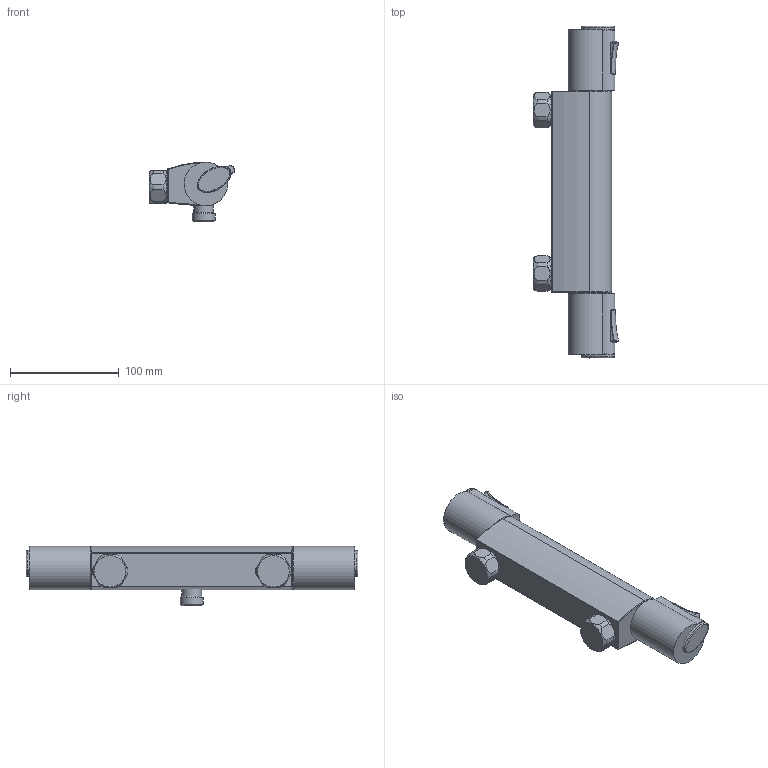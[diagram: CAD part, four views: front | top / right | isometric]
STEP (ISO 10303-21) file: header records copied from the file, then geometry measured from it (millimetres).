
FILE_DESCRIPTION(/* description */ ('Unknown'),/* implementation_level */ '2;1');
FILE_NAME(/* name */ '34587000',/* time_stamp */ '2022-09-01T04:56:52+02:00',/* author */ ('Unknown'),/* organization */ ('GROHE AG'),/* preprocessor_version */ 'ST-DEVELOPER v16.7',/* originating_system */ 'DEX',/* authorisation */ $);
FILE_SCHEMA (('AUTOMOTIVE_DESIGN {1 0 10303 214 3 1 1}'));
Length unit declared in the file: millimetre
Products named in the file (15): 34587000; 34587000_0; 34587000_1; 34587000_2; 34587000_3; 34587000_4; 34587000_5; 65507038_GEH_THM_BR__SHOWER_01183804; 34587000_6; 34587000_7; 34587000_8; 34587000_9; 34587000_10; 34587000_11
Assembly tree (14 placements, depth 2):
  34587000
    34587000
    34587000_0
    34587000_1
    34587000_2
    34587000_3
    34587000_4
    34587000_5
    65507038_GEH_THM_BR__SHOWER_01183804
    34587000_6
    34587000_7
    34587000_8
    34587000_9
    34587000_10
    34587000_11
Bounding box: 78.16 x 304.82 x 54.7 mm (x, y, z)
Volume: 525178.6 mm3; surface area: 96931.7 mm2
Topology: 14 solids, 26 shells, 1526 faces, 3819 edges, 2261 vertices
Faces by surface type: plane 508, cylinder 450, bspline 276, torus 136, sphere 102, cone 54
Full cylindrical faces by diameter (mm): 3.2 x2, 13.5 x1, 14.2 x2, 15 x3, 16 x1, 17.5 x2, 18 x1, 18.7 x4, 19 x1, 20 x2, 20.9 x4, 20.96 x1, 24 x3, 24.117 x2, 24.4 x2, 24.8 x1, 26.5 x2, 32 x1, 33 x1, 35.6 x1, 36 x1
Entity records: 57353 total; most frequent: CARTESIAN_POINT 14172, ORIENTED_EDGE 7200, DIRECTION 6797, EDGE_CURVE 3600, AXIS2_PLACEMENT_3D 2649, VERTEX_POINT 2232, EDGE_LOOP 1642, FACE_BOUND 1642
